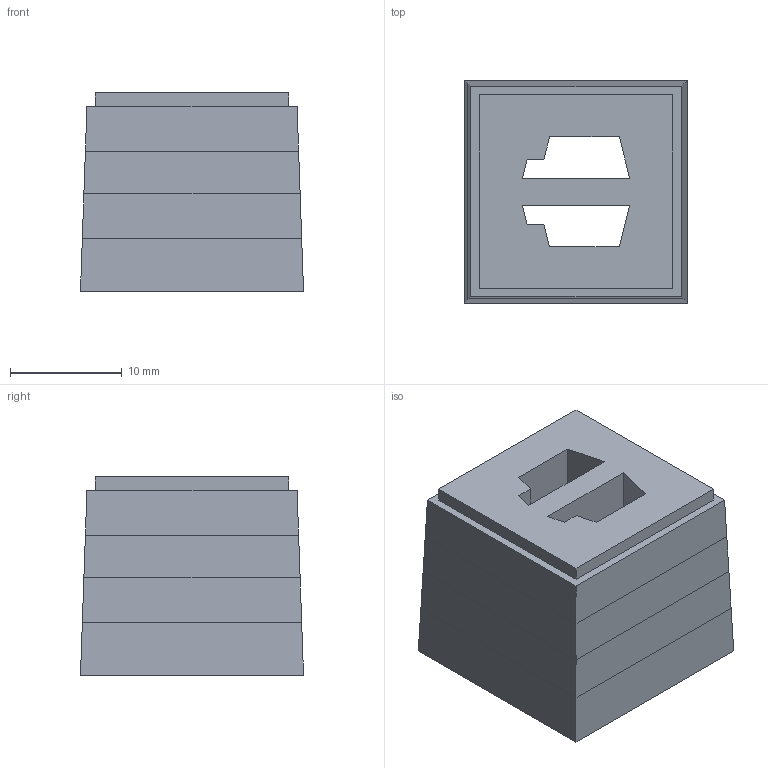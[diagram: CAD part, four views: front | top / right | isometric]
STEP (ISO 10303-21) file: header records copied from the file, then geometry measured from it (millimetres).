
FILE_DESCRIPTION(('CATIA V5 STEP Exchange','CAx-IF Rec.Pracs.--- Model Styling and Organization---1.2---2011-12-15'),'2;1');
FILE_NAME ('D1463416_0', '2018-05-29T09:23:01+00:00', ('none'), ('Weidmueller'), 'CATIA Version 5-6 Release 2014', 'CATIA V5 STEP AP214', 'none');
FILE_SCHEMA(('AUTOMOTIVE_DESIGN { 1 0 10303 214 1 1 1 1 }'));
Length unit declared in the file: millimetre
Products named in the file (1): 2584800000_CABTITE_SE_2_ASI_SML
Bounding box: 19.91 x 19.91 x 17.7 mm (x, y, z)
Volume: 5347.9 mm3; surface area: 2913.4 mm2
Topology: 1 solids, 1 shells, 66 faces, 177 edges, 116 vertices
Faces by surface type: plane 34, bspline 18, cylinder 14
Entity records: 2502 total; most frequent: CARTESIAN_POINT 1013, ORIENTED_EDGE 354, DIRECTION 217, EDGE_CURVE 177, VERTEX_POINT 116, VECTOR 113, LINE 113, EDGE_LOOP 73
